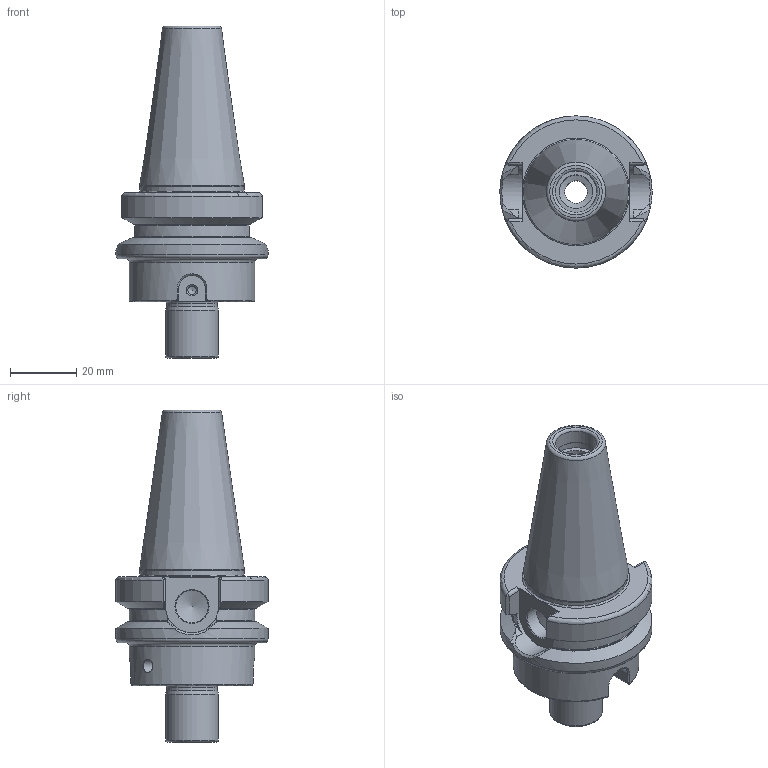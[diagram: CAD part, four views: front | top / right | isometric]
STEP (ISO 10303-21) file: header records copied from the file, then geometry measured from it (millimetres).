
FILE_DESCRIPTION(/* description */ (''),/* implementation_level */ '2;1');
FILE_NAME(/* name */ '7530051-01.stp',/* time_stamp */ '2025-01-16T09:42:24+01:00',/* author */ ('patrick.ebisch'),/* organization */ (''),/* preprocessor_version */ 'ST-DEVELOPER v19.2',/* originating_system */ 'Autodesk Inventor 2023',/* authorisation */ '');
FILE_SCHEMA (('AUTOMOTIVE_DESIGN { 1 0 10303 214 3 1 1 }'));
Length unit declared in the file: millimetre
Products named in the file (1): 7530051-01
Bounding box: 46 x 46 x 100.4 mm (x, y, z)
Volume: 61754.7 mm3; surface area: 16437.1 mm2
Topology: 1 solids, 1 shells, 185 faces, 526 edges, 339 vertices
Faces by surface type: plane 66, cylinder 52, cone 32, torus 17, bspline 10, sphere 8
Full cylindrical faces by diameter (mm): 1.5 x4, 2.459 x2, 3 x4, 4 x2, 6.8 x1, 8.4 x1, 9.8 x1, 10.05 x1, 10.2 x1, 12.5 x1, 12.85 x1, 15.4 x1, 16 x1, 31.492 x1, 38 x1, 46 x1
Entity records: 7298 total; most frequent: CARTESIAN_POINT 2565, ORIENTED_EDGE 1040, DIRECTION 936, EDGE_CURVE 520, AXIS2_PLACEMENT_3D 365, VERTEX_POINT 339, LINE 206, VECTOR 206
